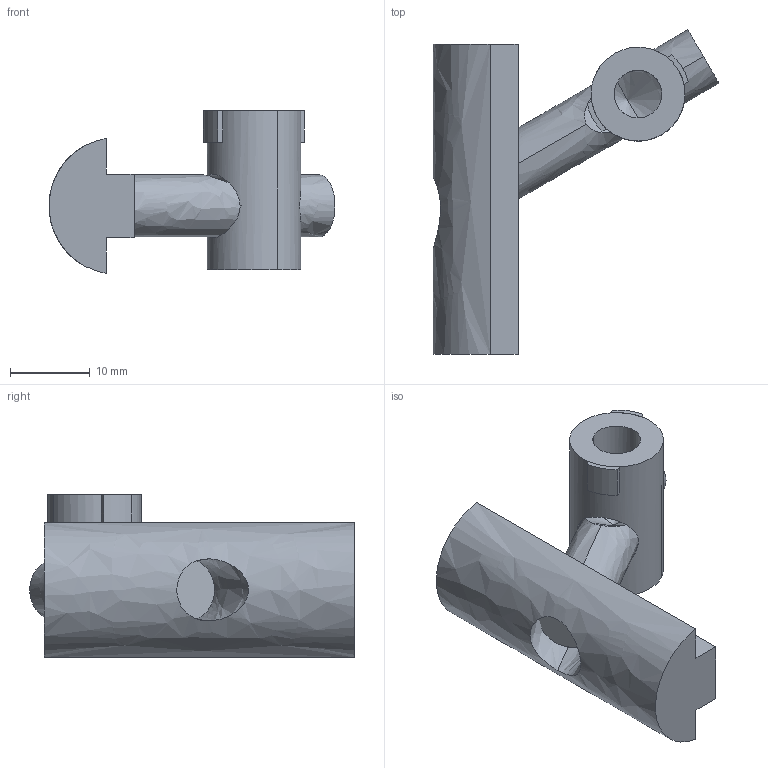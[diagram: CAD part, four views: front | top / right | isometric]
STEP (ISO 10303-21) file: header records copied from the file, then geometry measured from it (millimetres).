
FILE_DESCRIPTION((''),'2;1');
FILE_NAME('SV1111V.stp','2009-11-25T09:43:32',(''),(''),'Mechanical Desktop 2007','Mechanical Desktop 2007',', , ');
FILE_SCHEMA(('CONFIG_CONTROL_DESIGN'));
Length unit declared in the file: millimetre
Products named in the file (1): SV1111V
Bounding box: 35.96 x 40.83 x 20.5 mm (x, y, z)
Volume: 7013 mm3; surface area: 4507.2 mm2
Topology: 5 solids, 5 shells, 38 faces, 91 edges, 59 vertices
Faces by surface type: bspline 13, cylinder 12, plane 11, cone 2
Entity records: 1589 total; most frequent: CARTESIAN_POINT 638, ORIENTED_EDGE 182, DIRECTION 161, EDGE_CURVE 91, VERTEX_POINT 59, AXIS2_PLACEMENT_3D 56, VECTOR 49, LINE 49
